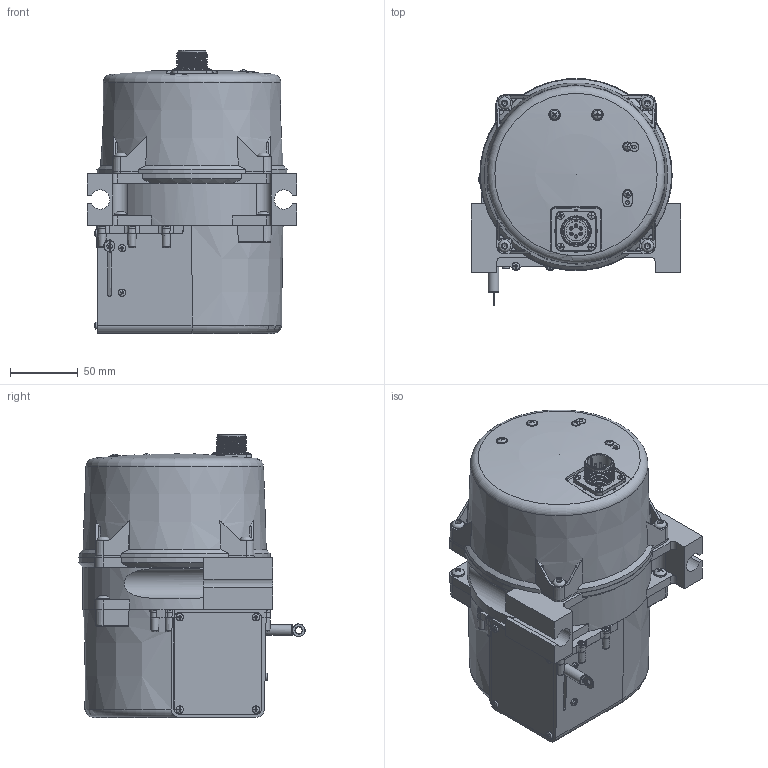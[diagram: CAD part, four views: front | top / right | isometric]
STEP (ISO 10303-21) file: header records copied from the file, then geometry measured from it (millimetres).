
FILE_DESCRIPTION(/* description */ (''),/* implementation_level */ '2;1');
FILE_NAME(/* name */ 'HX2K-100-800-E3.stp',/* time_stamp */ '2016-01-27T08:46:01-08:00',/* author */ ('JP'),/* organization */ (''),/* preprocessor_version */ 'ST-DEVELOPER v15.6',/* originating_system */ 'Autodesk Inventor 2015',/* authorisation */ '');
FILE_SCHEMA (('AUTOMOTIVE_DESIGN { 1 0 10303 214 3 1 1 }'));
Products named in the file (1): HX2K-100-800-E3
Bounding box: 154.94 x 167.31 x 209.27 mm (x, y, z)
Volume: 521369.6 mm3; surface area: 306589.3 mm2
Topology: 1 solids, 54 shells, 1857 faces, 4885 edges, 3194 vertices
Faces by surface type: plane 742, cone 507, cylinder 254, torus 203, bspline 109, sphere 42
Full cylindrical faces by diameter (mm): 1.587 x13, 1.778 x6, 2.156 x4, 2.54 x18, 2.845 x31, 3.048 x4, 3.175 x6, 3.505 x2, 3.683 x8, 3.962 x1, 4.763 x3, 4.826 x9, 5.08 x1, 5.105 x4, 5.563 x2, 6.35 x2, 6.858 x2, 7.925 x3, 7.938 x2, 9.169 x4, 9.474 x4, 9.525 x4, 12.7 x1, 15.875 x1, 15.9 x1, 17.526 x1, 19.05 x1, 20.32 x1, 22.225 x9, 132.334 x1
Entity records: 68753 total; most frequent: CARTESIAN_POINT 25846, ORIENTED_EDGE 8600, DIRECTION 8055, EDGE_CURVE 4300, AXIS2_PLACEMENT_3D 3441, VERTEX_POINT 2983, EDGE_LOOP 2369, STYLED_ITEM 1848
